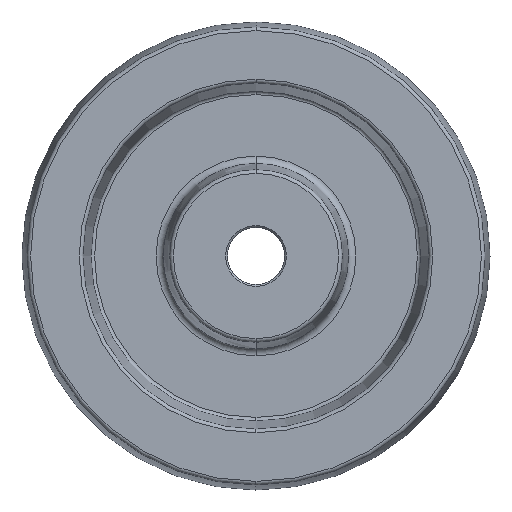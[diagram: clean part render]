
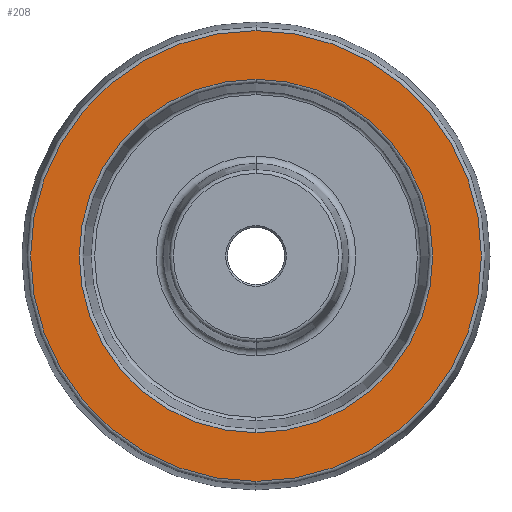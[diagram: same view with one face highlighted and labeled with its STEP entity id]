
A CAD part, left-side view. The second image highlights one B-rep face of the part: STEP entity #208.
In plain terms, the highlighted planar face has unit normal (-1, 0, 0).
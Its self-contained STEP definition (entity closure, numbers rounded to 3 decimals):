
#9 = ORIENTED_EDGE ( 'NONE', *, *, #230, .T. ) ;
#30 = FACE_BOUND ( 'NONE', #1319, .T. ) ;
#76 = DIRECTION ( 'NONE',  ( -1., 0., 0. ) ) ;
#89 = DIRECTION ( 'NONE',  ( 0., 0., 1. ) ) ;
#100 = CIRCLE ( 'NONE', #1117, 48.347 ) ;
#124 = AXIS2_PLACEMENT_3D ( 'NONE', #387, #959, #1661 ) ;
#127 = AXIS2_PLACEMENT_3D ( 'NONE', #1216, #76, #758 ) ;
#208 = ADVANCED_FACE ( 'NONE', ( #30, #444 ), #1151, .T. ) ;
#230 = EDGE_CURVE ( 'NONE', #727, #599, #100, .T. ) ;
#304 = VERTEX_POINT ( 'NONE', #1254 ) ;
#387 = CARTESIAN_POINT ( 'NONE',  ( -19., 0., 0. ) ) ;
#398 = AXIS2_PLACEMENT_3D ( 'NONE', #1396, #1222, #89 ) ;
#444 = FACE_OUTER_BOUND ( 'NONE', #1526, .T. ) ;
#467 = AXIS2_PLACEMENT_3D ( 'NONE', #786, #1752, #1745 ) ;
#491 = CARTESIAN_POINT ( 'NONE',  ( -19., 0., 48.347 ) ) ;
#516 = EDGE_CURVE ( 'NONE', #599, #727, #1783, .T. ) ;
#551 = EDGE_CURVE ( 'NONE', #304, #1404, #1203, .T. ) ;
#570 = ORIENTED_EDGE ( 'NONE', *, *, #1200, .T. ) ;
#599 = VERTEX_POINT ( 'NONE', #1807 ) ;
#604 = CARTESIAN_POINT ( 'NONE',  ( -19., 0., 0. ) ) ;
#727 = VERTEX_POINT ( 'NONE', #491 ) ;
#758 = DIRECTION ( 'NONE',  ( 0., 0., 1. ) ) ;
#786 = CARTESIAN_POINT ( 'NONE',  ( -19., 0., 0. ) ) ;
#804 = ORIENTED_EDGE ( 'NONE', *, *, #516, .T. ) ;
#959 = DIRECTION ( 'NONE',  ( 1., 0., 0. ) ) ;
#1018 = CARTESIAN_POINT ( 'NONE',  ( -19., 0., -61.641 ) ) ;
#1117 = AXIS2_PLACEMENT_3D ( 'NONE', #604, #1175, #1800 ) ;
#1151 = PLANE ( 'NONE',  #127 ) ;
#1154 = ORIENTED_EDGE ( 'NONE', *, *, #551, .T. ) ;
#1175 = DIRECTION ( 'NONE',  ( 1., 0., 0. ) ) ;
#1200 = EDGE_CURVE ( 'NONE', #1404, #304, #1298, .T. ) ;
#1203 = CIRCLE ( 'NONE', #398, 61.641 ) ;
#1216 = CARTESIAN_POINT ( 'NONE',  ( -19., 62.5, 0. ) ) ;
#1222 = DIRECTION ( 'NONE',  ( -1., 0., 0. ) ) ;
#1254 = CARTESIAN_POINT ( 'NONE',  ( -19., 0., 61.641 ) ) ;
#1298 = CIRCLE ( 'NONE', #467, 61.641 ) ;
#1319 = EDGE_LOOP ( 'NONE', ( #9, #804 ) ) ;
#1396 = CARTESIAN_POINT ( 'NONE',  ( -19., 0., 0. ) ) ;
#1404 = VERTEX_POINT ( 'NONE', #1018 ) ;
#1526 = EDGE_LOOP ( 'NONE', ( #1154, #570 ) ) ;
#1661 = DIRECTION ( 'NONE',  ( 0., 0., 1. ) ) ;
#1745 = DIRECTION ( 'NONE',  ( 0., 0., 1. ) ) ;
#1752 = DIRECTION ( 'NONE',  ( -1., 0., 0. ) ) ;
#1783 = CIRCLE ( 'NONE', #124, 48.347 ) ;
#1800 = DIRECTION ( 'NONE',  ( 0., 0., 1. ) ) ;
#1807 = CARTESIAN_POINT ( 'NONE',  ( -19., 0., -48.347 ) ) ;
